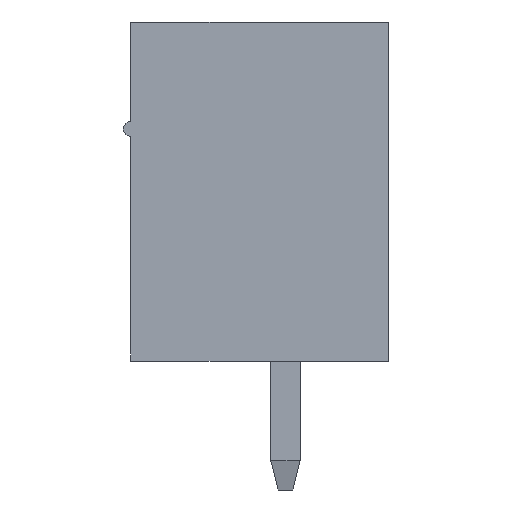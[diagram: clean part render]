
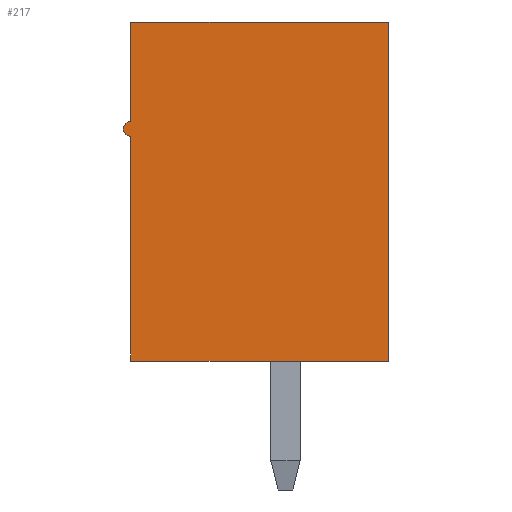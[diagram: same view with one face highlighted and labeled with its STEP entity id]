
A CAD part, left-side view. The second image highlights one B-rep face of the part: STEP entity #217.
In plain terms, the highlighted planar face has unit normal (-1, 0, 0).
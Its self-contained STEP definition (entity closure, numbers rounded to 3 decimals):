
#217 = ADVANCED_FACE( '', ( #484 ), #485, .F. );
#484 = FACE_OUTER_BOUND( '', #820, .T. );
#485 = PLANE( '', #821 );
#820 = EDGE_LOOP( '', ( #1253, #1254, #1255, #1256, #1257, #1258 ) );
#821 = AXIS2_PLACEMENT_3D( '', #1259, #1260, #1261 );
#1253 = ORIENTED_EDGE( '', *, *, #2159, .F. );
#1254 = ORIENTED_EDGE( '', *, *, #2160, .T. );
#1255 = ORIENTED_EDGE( '', *, *, #2161, .T. );
#1256 = ORIENTED_EDGE( '', *, *, #2162, .T. );
#1257 = ORIENTED_EDGE( '', *, *, #2163, .F. );
#1258 = ORIENTED_EDGE( '', *, *, #2164, .F. );
#1259 = CARTESIAN_POINT( '', ( -4.05, 0., 0. ) );
#1260 = DIRECTION( '', ( 1., 0., 0. ) );
#1261 = DIRECTION( '', ( 0., 0., -1. ) );
#2159 = EDGE_CURVE( '', #2616, #2617, #2618, .T. );
#2160 = EDGE_CURVE( '', #2616, #2619, #2620, .T. );
#2161 = EDGE_CURVE( '', #2619, #2621, #2622, .F. );
#2162 = EDGE_CURVE( '', #2621, #2623, #2624, .T. );
#2163 = EDGE_CURVE( '', #2625, #2623, #2626, .T. );
#2164 = EDGE_CURVE( '', #2617, #2625, #2627, .T. );
#2616 = VERTEX_POINT( '', #3261 );
#2617 = VERTEX_POINT( '', #3262 );
#2618 = LINE( '', #3263, #3264 );
#2619 = VERTEX_POINT( '', #3265 );
#2620 = LINE( '', #3266, #3267 );
#2621 = VERTEX_POINT( '', #3268 );
#2622 = CIRCLE( '', #3269, 0.2 );
#2623 = VERTEX_POINT( '', #3270 );
#2624 = LINE( '', #3271, #3272 );
#2625 = VERTEX_POINT( '', #3273 );
#2626 = LINE( '', #3274, #3275 );
#2627 = LINE( '', #3276, #3277 );
#3261 = CARTESIAN_POINT( '', ( -4.05, 3.4, 4.6 ) );
#3262 = CARTESIAN_POINT( '', ( -4.05, -3.6, 4.6 ) );
#3263 = CARTESIAN_POINT( '', ( -4.05, 3.6, 4.6 ) );
#3264 = VECTOR( '', #3911, 1000. );
#3265 = CARTESIAN_POINT( '', ( -4.05, 3.4, 1.9 ) );
#3266 = CARTESIAN_POINT( '', ( -4.05, 3.4, 0. ) );
#3267 = VECTOR( '', #3912, 1000. );
#3268 = CARTESIAN_POINT( '', ( -4.05, 3.4, 1.5 ) );
#3269 = AXIS2_PLACEMENT_3D( '', #3913, #3914, #3915 );
#3270 = CARTESIAN_POINT( '', ( -4.05, 3.4, -4.6 ) );
#3271 = CARTESIAN_POINT( '', ( -4.05, 3.4, 0. ) );
#3272 = VECTOR( '', #3916, 1000. );
#3273 = CARTESIAN_POINT( '', ( -4.05, -3.6, -4.6 ) );
#3274 = CARTESIAN_POINT( '', ( -4.05, -3.6, -4.6 ) );
#3275 = VECTOR( '', #3917, 1000. );
#3276 = CARTESIAN_POINT( '', ( -4.05, -3.6, 4.6 ) );
#3277 = VECTOR( '', #3918, 1000. );
#3911 = DIRECTION( '', ( 0., -1., 0. ) );
#3912 = DIRECTION( '', ( 0., 0., -1. ) );
#3913 = CARTESIAN_POINT( '', ( -4.05, 3.4, 1.7 ) );
#3914 = DIRECTION( '', ( 1., 0., 0. ) );
#3915 = DIRECTION( '', ( 0., 0., -1. ) );
#3916 = DIRECTION( '', ( 0., 0., -1. ) );
#3917 = DIRECTION( '', ( 0., 1., 0. ) );
#3918 = DIRECTION( '', ( 0., 0., -1. ) );
